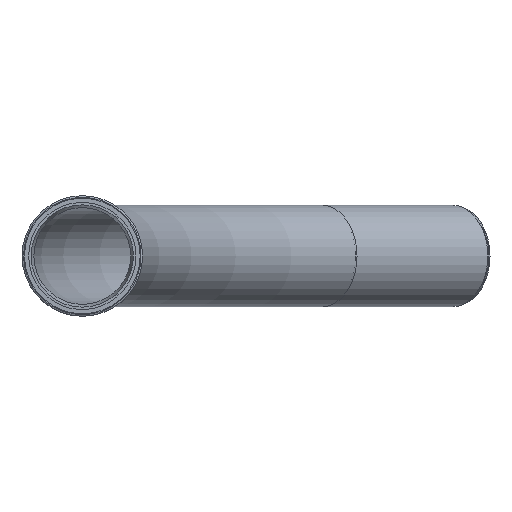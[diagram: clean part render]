
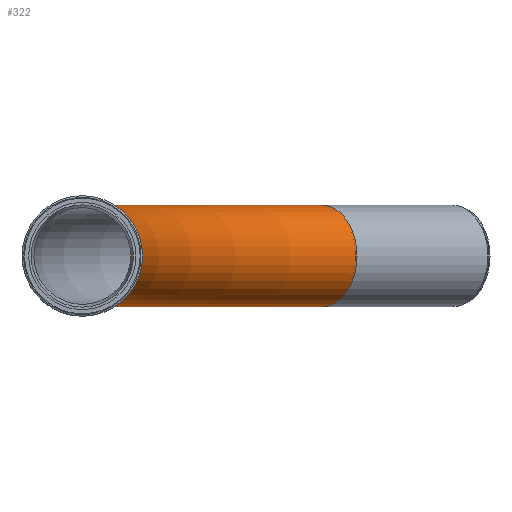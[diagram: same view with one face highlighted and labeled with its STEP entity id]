
A CAD part, left-side view. The second image highlights one B-rep face of the part: STEP entity #322.
In plain terms, the highlighted toroidal (fillet/blend) face has major radius 1000 mm and minor radius 62.5 mm.
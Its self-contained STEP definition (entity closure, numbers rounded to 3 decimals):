
#16=TOROIDAL_SURFACE('',#378,1000.,62.5);
#46=FACE_OUTER_BOUND('',#70,.T.);
#70=EDGE_LOOP('',(#247,#248,#249,#250,#251));
#122=CIRCLE('',#368,62.5);
#123=CIRCLE('',#369,62.5);
#129=CIRCLE('',#379,937.5);
#130=CIRCLE('',#380,62.5);
#154=VERTEX_POINT('',#553);
#155=VERTEX_POINT('',#555);
#160=VERTEX_POINT('',#572);
#184=EDGE_CURVE('',#154,#155,#122,.T.);
#185=EDGE_CURVE('',#155,#154,#123,.T.);
#192=EDGE_CURVE('',#155,#160,#129,.T.);
#193=EDGE_CURVE('',#160,#160,#130,.T.);
#247=ORIENTED_EDGE('',*,*,#185,.F.);
#248=ORIENTED_EDGE('',*,*,#192,.T.);
#249=ORIENTED_EDGE('',*,*,#193,.T.);
#250=ORIENTED_EDGE('',*,*,#192,.F.);
#251=ORIENTED_EDGE('',*,*,#184,.F.);
#322=ADVANCED_FACE('',(#46),#16,.T.);
#368=AXIS2_PLACEMENT_3D('',#556,#432,#433);
#369=AXIS2_PLACEMENT_3D('',#557,#434,#435);
#378=AXIS2_PLACEMENT_3D('',#571,#453,#454);
#379=AXIS2_PLACEMENT_3D('',#573,#455,#456);
#380=AXIS2_PLACEMENT_3D('',#574,#457,#458);
#432=DIRECTION('center_axis',(0.707,-0.707,0.));
#433=DIRECTION('ref_axis',(0.,0.,-1.));
#434=DIRECTION('center_axis',(0.707,-0.707,0.));
#435=DIRECTION('ref_axis',(0.,0.,-1.));
#453=DIRECTION('center_axis',(0.,0.,-1.));
#454=DIRECTION('ref_axis',(-1.,0.,0.));
#455=DIRECTION('center_axis',(0.,0.,1.));
#456=DIRECTION('ref_axis',(-1.,0.,0.));
#457=DIRECTION('center_axis',(1.,0.,0.));
#458=DIRECTION('ref_axis',(0.,0.,-1.));
#553=CARTESIAN_POINT('',(767.382,-292.893,62.5));
#555=CARTESIAN_POINT('',(723.188,-337.087,0.));
#556=CARTESIAN_POINT('Origin',(767.382,-292.893,0.));
#557=CARTESIAN_POINT('Origin',(767.382,-292.893,0.));
#571=CARTESIAN_POINT('Origin',(60.275,-1000.,0.));
#572=CARTESIAN_POINT('',(60.275,-62.5,0.));
#573=CARTESIAN_POINT('Origin',(60.275,-1000.,0.));
#574=CARTESIAN_POINT('Origin',(60.275,0.,0.));
